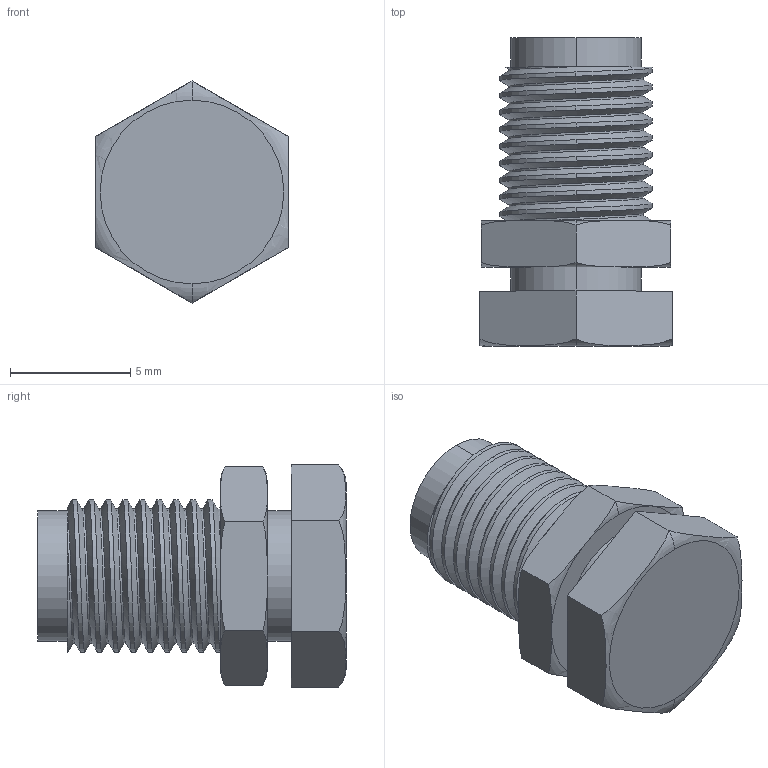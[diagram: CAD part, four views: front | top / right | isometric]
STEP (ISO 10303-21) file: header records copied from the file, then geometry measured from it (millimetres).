
FILE_DESCRIPTION (( 'STEP AP214' ), '1' );
FILE_NAME ('SMA Jack Bulkhead small nut.step', '2016-02-27T19:53:51', ( '' ), ( '' ), 'SwSTEP 2.0', 'SolidWorks 2016', '' );
FILE_SCHEMA (( 'AUTOMOTIVE_DESIGN' ));
Length unit declared in the file: millimetre
Products named in the file (1): SMA Jack Bulkhead small nut
Bounding box: 8 x 12.83 x 9.24 mm (x, y, z)
Volume: 435.9 mm3; surface area: 652 mm2
Topology: 2 solids, 2 shells, 80 faces, 194 edges, 121 vertices
Faces by surface type: cylinder 35, plane 20, torus 16, cone 6, bspline 3
Entity records: 4303 total; most frequent: CARTESIAN_POINT 2467, ORIENTED_EDGE 384, DIRECTION 310, EDGE_CURVE 192, AXIS2_PLACEMENT_3D 126, VERTEX_POINT 121, EDGE_LOOP 87, FACE_OUTER_BOUND 80
